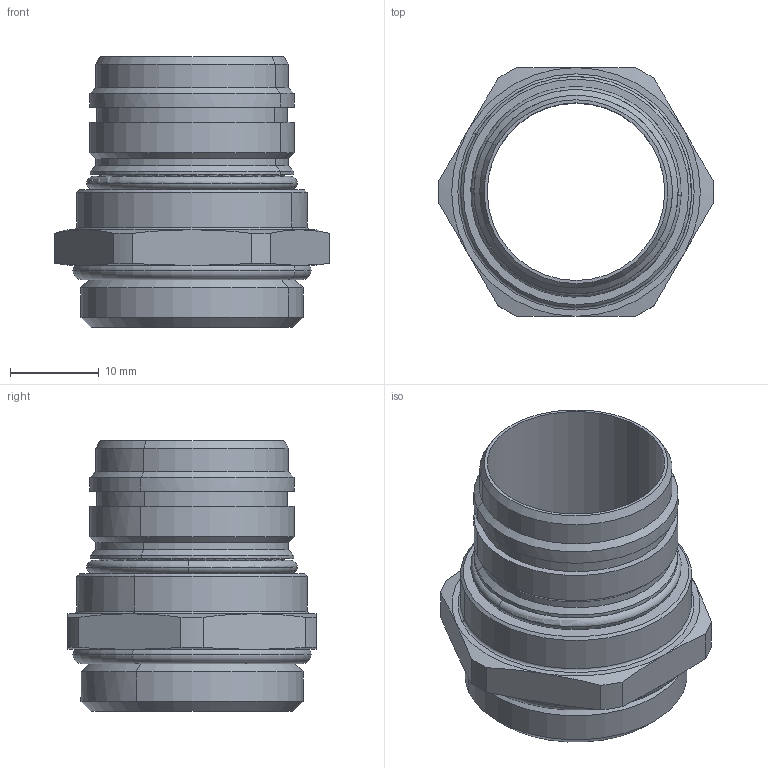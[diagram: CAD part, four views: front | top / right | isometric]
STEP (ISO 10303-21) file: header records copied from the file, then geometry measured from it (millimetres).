
FILE_DESCRIPTION(('CATIA V5 STEP Exchange','CAx-IF Rec.Pracs.--- Model Styling and Organization---1.4--- 2014-01-23'),'2;1');
FILE_NAME ('008237-2_0_1170320000_1170320000.stp','2021-01-06T06:56:35+00:00',('none'),('Weidmueller'),'CATIA Version 5-6 Release 2016 SP3 HF44','CATIA V5 STEP AP214','none');
FILE_SCHEMA(('AUTOMOTIVE_DESIGN { 1 0 10303 214 1 1 1 1 }'));
Length unit declared in the file: millimetre
Products named in the file (1): 1170320000
Bounding box: 30.99 x 28 x 30.5 mm (x, y, z)
Volume: 4806.3 mm3; surface area: 6100.5 mm2
Topology: 4 solids, 4 shells, 92 faces, 197 edges, 117 vertices
Faces by surface type: cylinder 34, cone 28, plane 18, torus 12
Entity records: 2682 total; most frequent: CARTESIAN_POINT 775, ORIENTED_EDGE 394, DIRECTION 329, EDGE_CURVE 197, AXIS2_PLACEMENT_3D 188, VERTEX_POINT 117, EDGE_LOOP 104, CIRCLE 101
